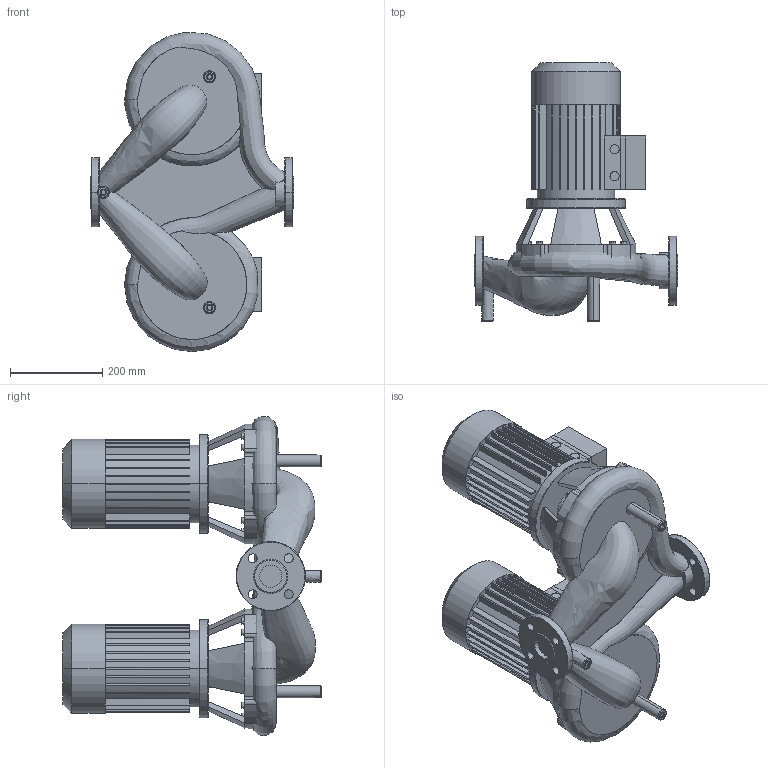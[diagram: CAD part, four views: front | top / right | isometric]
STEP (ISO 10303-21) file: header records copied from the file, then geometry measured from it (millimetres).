
FILE_DESCRIPTION((''),'2;1');
FILE_NAME('3d_DL40_220-1_5_4-2120945.stp','2016-05-24T12:27:57',(''),(''),'Mechanical Desktop 2009','Mechanical Desktop 2009',', , ');
FILE_SCHEMA(('CONFIG_CONTROL_DESIGN'));
Length unit declared in the file: millimetre
Products named in the file (1): Product
Bounding box: 440 x 561 x 691.01 mm (x, y, z)
Volume: 35857314.5 mm3; surface area: 2093787.8 mm2
Topology: 17 solids, 17 shells, 701 faces, 1886 edges, 1251 vertices
Faces by surface type: bspline 299, plane 224, cylinder 160, cone 14, torus 4
Entity records: 42620 total; most frequent: CARTESIAN_POINT 25577, ORIENTED_EDGE 3772, DIRECTION 3140, EDGE_CURVE 1886, VERTEX_POINT 1251, AXIS2_PLACEMENT_3D 1049, VECTOR 1042, LINE 1042
